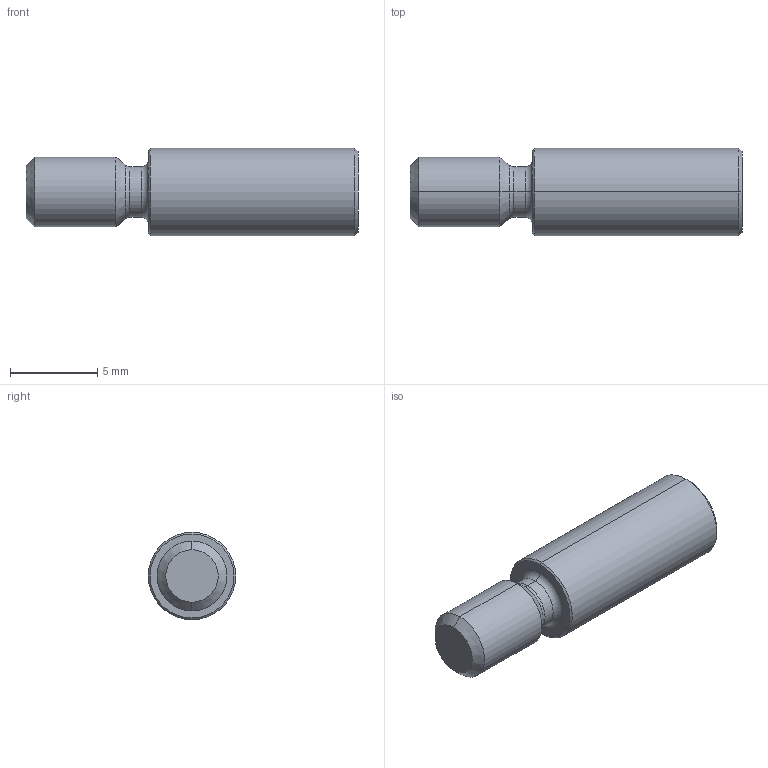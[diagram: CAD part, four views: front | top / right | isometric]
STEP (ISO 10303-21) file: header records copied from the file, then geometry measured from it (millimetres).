
FILE_DESCRIPTION (( 'STEP AP214' ), '1' );
FILE_NAME ('Z42.ER2.001.019.STEP', '2021-03-31T05:52:50', ( '' ), ( '' ), 'SwSTEP 2.0', 'SolidWorks 2017', '' );
FILE_SCHEMA (( 'AUTOMOTIVE_DESIGN' ));
Length unit declared in the file: millimetre
Products named in the file (1): Z42.ER2.001.019
Bounding box: 19 x 5 x 5 mm (x, y, z)
Volume: 280 mm3; surface area: 350.6 mm2
Topology: 1 solids, 1 shells, 39 faces, 84 edges, 47 vertices
Faces by surface type: plane 15, cone 12, cylinder 8, torus 4
Entity records: 1112 total; most frequent: CARTESIAN_POINT 213, DIRECTION 190, ORIENTED_EDGE 164, EDGE_CURVE 82, AXIS2_PLACEMENT_3D 76, VERTEX_POINT 47, EDGE_LOOP 41, ADVANCED_FACE 39
